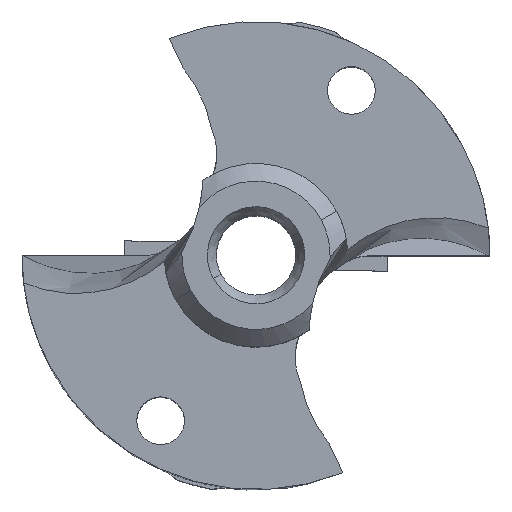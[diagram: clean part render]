
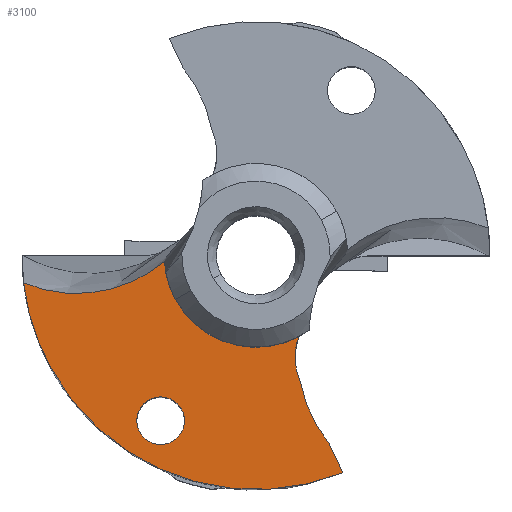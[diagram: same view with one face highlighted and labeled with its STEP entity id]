
A CAD part, top view. The second image highlights one B-rep face of the part: STEP entity #3100.
In plain terms, the highlighted planar face has unit normal (0, 0, 1).
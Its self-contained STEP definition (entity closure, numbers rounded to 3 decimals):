
#281=AXIS2_PLACEMENT_3D('Circle Axis2P3D',#279,#280,$) ;
#819=AXIS2_PLACEMENT_3D('Circle Axis2P3D',#817,#818,$) ;
#838=AXIS2_PLACEMENT_3D('Circle Axis2P3D',#836,#837,$) ;
#1924=AXIS2_PLACEMENT_3D('Circle Axis2P3D',#1922,#1923,$) ;
#2768=AXIS2_PLACEMENT_3D('Plane Axis2P3D',#2765,#2766,#2767) ;
#2932=AXIS2_PLACEMENT_3D('Circle Axis2P3D',#2930,#2931,$) ;
#3083=AXIS2_PLACEMENT_3D('Circle Axis2P3D',#3081,#3082,$) ;
#276=CARTESIAN_POINT('Vertex',(-11.628,-6.352,0.)) ;
#279=CARTESIAN_POINT('Axis2P3D Location',(0.,0.,0.)) ;
#283=CARTESIAN_POINT('Vertex',(-13.159,-1.546,0.)) ;
#446=CARTESIAN_POINT('Vertex',(4.135,-10.629,0.)) ;
#450=CARTESIAN_POINT('Control Point',(4.135,-10.629,0.)) ;
#451=CARTESIAN_POINT('Control Point',(4.291,-10.964,0.)) ;
#452=CARTESIAN_POINT('Control Point',(4.448,-11.299,0.)) ;
#453=CARTESIAN_POINT('Control Point',(4.604,-11.634,0.)) ;
#454=CARTESIAN_POINT('Control Point',(4.76,-11.969,0.)) ;
#455=CARTESIAN_POINT('Control Point',(4.916,-12.304,0.)) ;
#456=CARTESIAN_POINT('Vertex',(4.916,-12.304,0.)) ;
#611=CARTESIAN_POINT('Control Point',(-13.159,-1.546,0.)) ;
#612=CARTESIAN_POINT('Control Point',(-11.66,-2.18,0.)) ;
#613=CARTESIAN_POINT('Control Point',(-9.919,-2.447,0.)) ;
#614=CARTESIAN_POINT('Control Point',(-8.089,-2.175,0.)) ;
#615=CARTESIAN_POINT('Control Point',(-6.477,-1.405,0.)) ;
#616=CARTESIAN_POINT('Control Point',(-5.19,-0.326,0.)) ;
#617=CARTESIAN_POINT('Vertex',(-5.19,-0.326,0.)) ;
#814=CARTESIAN_POINT('Vertex',(-5.4,-8.003,0.)) ;
#817=CARTESIAN_POINT('Axis2P3D Location',(-5.4,-9.353,0.)) ;
#821=CARTESIAN_POINT('Vertex',(-5.4,-10.703,0.)) ;
#836=CARTESIAN_POINT('Axis2P3D Location',(-5.4,-9.353,0.)) ;
#874=CARTESIAN_POINT('Vertex',(2.506,-7.134,0.)) ;
#878=CARTESIAN_POINT('Control Point',(4.135,-10.629,0.)) ;
#879=CARTESIAN_POINT('Control Point',(3.524,-9.888,0.)) ;
#880=CARTESIAN_POINT('Control Point',(3.026,-9.031,0.)) ;
#881=CARTESIAN_POINT('Control Point',(2.685,-8.095,0.)) ;
#882=CARTESIAN_POINT('Control Point',(2.506,-7.134,0.)) ;
#1919=CARTESIAN_POINT('Vertex',(-4.563,-2.493,0.)) ;
#1922=CARTESIAN_POINT('Axis2P3D Location',(0.,0.,0.)) ;
#1926=CARTESIAN_POINT('Vertex',(2.419,-4.603,0.)) ;
#2765=CARTESIAN_POINT('Axis2P3D Location',(13.25,0.,0.)) ;
#2930=CARTESIAN_POINT('Axis2P3D Location',(0.,0.,0.)) ;
#3010=CARTESIAN_POINT('Control Point',(2.506,-7.134,0.)) ;
#3011=CARTESIAN_POINT('Control Point',(2.25,-6.558,0.)) ;
#3012=CARTESIAN_POINT('Control Point',(2.13,-5.903,0.)) ;
#3013=CARTESIAN_POINT('Control Point',(2.192,-5.226,0.)) ;
#3014=CARTESIAN_POINT('Control Point',(2.419,-4.603,0.)) ;
#3081=CARTESIAN_POINT('Axis2P3D Location',(0.,0.,0.)) ;
#280=DIRECTION('Axis2P3D Direction',(0.,0.,1.)) ;
#818=DIRECTION('Axis2P3D Direction',(-0.,0.,-1.)) ;
#837=DIRECTION('Axis2P3D Direction',(-0.,0.,-1.)) ;
#1923=DIRECTION('Axis2P3D Direction',(0.,0.,1.)) ;
#2766=DIRECTION('Axis2P3D Direction',(0.,0.,1.)) ;
#2767=DIRECTION('Axis2P3D XDirection',(1.,0.,0.)) ;
#2931=DIRECTION('Axis2P3D Direction',(0.,0.,1.)) ;
#3082=DIRECTION('Axis2P3D Direction',(0.,0.,1.)) ;
#3087=ORIENTED_EDGE('',*,*,#883,.T.) ;
#3088=ORIENTED_EDGE('',*,*,#3015,.T.) ;
#3089=ORIENTED_EDGE('',*,*,#1928,.F.) ;
#3090=ORIENTED_EDGE('',*,*,#2934,.F.) ;
#3091=ORIENTED_EDGE('',*,*,#619,.F.) ;
#3092=ORIENTED_EDGE('',*,*,#285,.T.) ;
#3093=ORIENTED_EDGE('',*,*,#3085,.T.) ;
#3094=ORIENTED_EDGE('',*,*,#458,.F.) ;
#3097=ORIENTED_EDGE('',*,*,#823,.T.) ;
#3098=ORIENTED_EDGE('',*,*,#840,.T.) ;
#3099=FACE_BOUND('',#3096,.T.) ;
#3100=ADVANCED_FACE('NOCUT',(#3095,#3099),#2769,.T.) ;
#449=B_SPLINE_CURVE_WITH_KNOTS('',5,(#450,#451,#452,#453,#454,#455),.UNSPECIFIED.,.F.,.U.,(6,6),(0.453,2.301),.UNSPECIFIED.) ;
#610=B_SPLINE_CURVE_WITH_KNOTS('',5,(#611,#612,#613,#614,#615,#616),.UNSPECIFIED.,.F.,.U.,(6,6),(0.145,12.087),.UNSPECIFIED.) ;
#877=B_SPLINE_CURVE_WITH_KNOTS('',4,(#878,#879,#880,#881,#882),.UNSPECIFIED.,.F.,.U.,(5,5),(3.938,9.375),.UNSPECIFIED.) ;
#3009=B_SPLINE_CURVE_WITH_KNOTS('',4,(#3010,#3011,#3012,#3013,#3014),.UNSPECIFIED.,.F.,.U.,(5,5),(0.087,3.805),.UNSPECIFIED.) ;
#282=CIRCLE('generated circle',#281,13.25) ;
#820=CIRCLE('generated circle',#819,1.35) ;
#839=CIRCLE('generated circle',#838,1.35) ;
#1925=CIRCLE('generated circle',#1924,5.2) ;
#2933=CIRCLE('generated circle',#2932,5.2) ;
#3084=CIRCLE('generated circle',#3083,13.25) ;
#285=EDGE_CURVE('',#284,#277,#282,.T.) ;
#458=EDGE_CURVE('',#447,#457,#449,.T.) ;
#619=EDGE_CURVE('',#284,#618,#610,.T.) ;
#823=EDGE_CURVE('',#822,#815,#820,.T.) ;
#840=EDGE_CURVE('',#815,#822,#839,.T.) ;
#883=EDGE_CURVE('',#447,#875,#877,.T.) ;
#1928=EDGE_CURVE('',#1920,#1927,#1925,.T.) ;
#2934=EDGE_CURVE('',#618,#1920,#2933,.T.) ;
#3015=EDGE_CURVE('',#875,#1927,#3009,.T.) ;
#3085=EDGE_CURVE('',#277,#457,#3084,.T.) ;
#3086=EDGE_LOOP('',(#3087,#3088,#3089,#3090,#3091,#3092,#3093,#3094)) ;
#3096=EDGE_LOOP('',(#3097,#3098)) ;
#3095=FACE_OUTER_BOUND('',#3086,.T.) ;
#2769=PLANE('',#2768) ;
#277=VERTEX_POINT('',#276) ;
#284=VERTEX_POINT('',#283) ;
#447=VERTEX_POINT('',#446) ;
#457=VERTEX_POINT('',#456) ;
#618=VERTEX_POINT('',#617) ;
#815=VERTEX_POINT('',#814) ;
#822=VERTEX_POINT('',#821) ;
#875=VERTEX_POINT('',#874) ;
#1920=VERTEX_POINT('',#1919) ;
#1927=VERTEX_POINT('',#1926) ;
